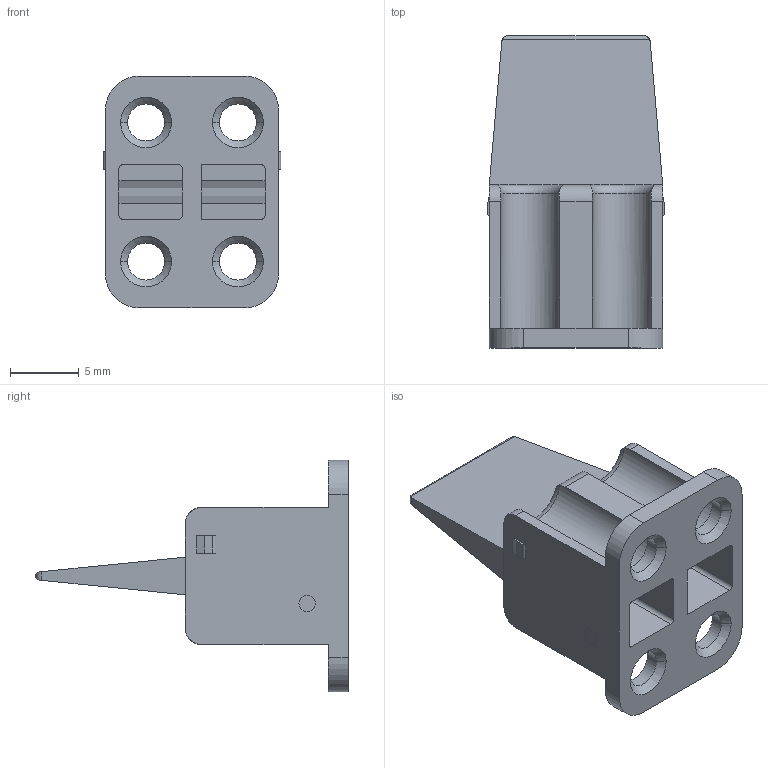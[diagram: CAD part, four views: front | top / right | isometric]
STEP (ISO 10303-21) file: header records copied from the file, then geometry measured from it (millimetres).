
FILE_DESCRIPTION((''),'2;1');
FILE_NAME('AWP-4S','2014-11-03T',('Orion.Li'),(''),'PRO/ENGINEER BY PARAMETRIC TECHNOLOGY CORPORATION, 2013230','PRO/ENGINEER BY PARAMETRIC TECHNOLOGY CORPORATION, 2013230','');
FILE_SCHEMA(('CONFIG_CONTROL_DESIGN'));
Length unit declared in the file: millimetre
Products named in the file (1): AWP-4S
Bounding box: 12.95 x 22.8 x 16.9 mm (x, y, z)
Volume: 1022.4 mm3; surface area: 1889.2 mm2
Topology: 1 solids, 2 shells, 97 faces, 256 edges, 168 vertices
Faces by surface type: plane 48, cylinder 37, cone 8, torus 4
Entity records: 3160 total; most frequent: CARTESIAN_POINT 670, ORIENTED_EDGE 510, DIRECTION 502, EDGE_CURVE 256, AXIS2_PLACEMENT_3D 172, VERTEX_POINT 168, VECTOR 158, LINE 158
